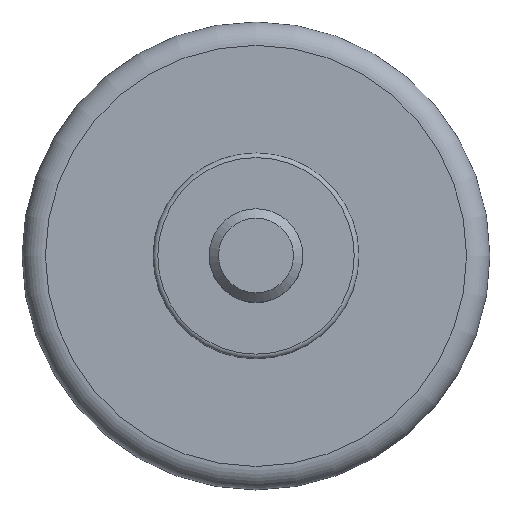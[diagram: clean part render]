
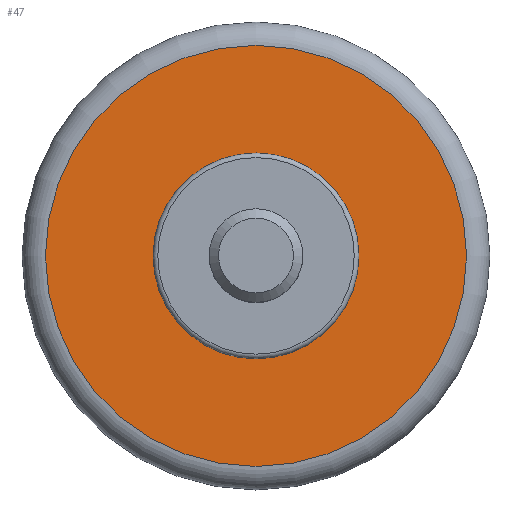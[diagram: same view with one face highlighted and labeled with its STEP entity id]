
A CAD part, top view. The second image highlights one B-rep face of the part: STEP entity #47.
In plain terms, the highlighted planar face has unit normal (0, 0, 1).
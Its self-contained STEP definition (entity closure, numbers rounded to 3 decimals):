
#47 = ADVANCED_FACE( '', ( #97, #98 ), #99, .F. );
#97 = FACE_OUTER_BOUND( '', #146, .T. );
#98 = FACE_BOUND( '', #147, .T. );
#99 = PLANE( '', #148 );
#146 = EDGE_LOOP( '', ( #201 ) );
#147 = EDGE_LOOP( '', ( #202 ) );
#148 = AXIS2_PLACEMENT_3D( '', #203, #204, #205 );
#201 = ORIENTED_EDGE( '', *, *, #233, .T. );
#202 = ORIENTED_EDGE( '', *, *, #245, .F. );
#203 = CARTESIAN_POINT( '', ( 25., 0., 10. ) );
#204 = DIRECTION( '', ( 0., 0., -1. ) );
#205 = DIRECTION( '', ( -1., 0., 0. ) );
#233 = EDGE_CURVE( '', #256, #256, #257, .F. );
#245 = EDGE_CURVE( '', #275, #275, #276, .T. );
#256 = VERTEX_POINT( '', #287 );
#257 = CIRCLE( '', #288, 22.5 );
#275 = VERTEX_POINT( '', #306 );
#276 = CIRCLE( '', #307, 11. );
#287 = CARTESIAN_POINT( '', ( -22.5, 0., 10. ) );
#288 = AXIS2_PLACEMENT_3D( '', #318, #319, #320 );
#306 = CARTESIAN_POINT( '', ( 11., 0., 10. ) );
#307 = AXIS2_PLACEMENT_3D( '', #339, #340, #341 );
#318 = CARTESIAN_POINT( '', ( 0., 0., 10. ) );
#319 = DIRECTION( '', ( 0., 0., -1. ) );
#320 = DIRECTION( '', ( -1., 0., 0. ) );
#339 = CARTESIAN_POINT( '', ( 0., 0., 10. ) );
#340 = DIRECTION( '', ( 0., 0., 1. ) );
#341 = DIRECTION( '', ( 1., 0., 0. ) );
